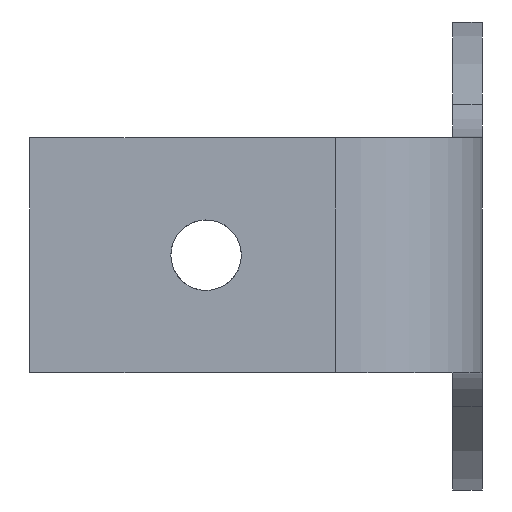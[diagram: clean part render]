
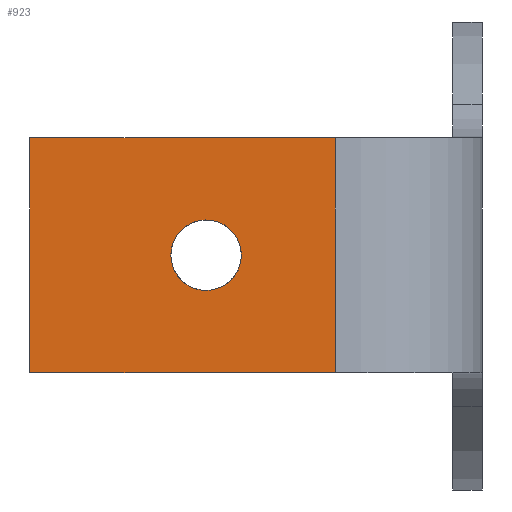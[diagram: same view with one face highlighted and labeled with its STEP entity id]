
A CAD part, front view. The second image highlights one B-rep face of the part: STEP entity #923.
In plain terms, the highlighted planar face has unit normal (0, -1, 0).
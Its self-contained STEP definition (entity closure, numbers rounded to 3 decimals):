
#885=AXIS2_PLACEMENT_3D('Plane Axis2P3D',#882,#883,#884) ;
#185=CARTESIAN_POINT('Vertex',(24.654,-83.735,215.5)) ;
#201=CARTESIAN_POINT('Vertex',(24.654,-83.735,195.5)) ;
#204=CARTESIAN_POINT('Line Origine',(24.654,-83.735,205.5)) ;
#232=CARTESIAN_POINT('Vertex',(50.654,-83.735,195.5)) ;
#235=CARTESIAN_POINT('Line Origine',(37.654,-83.735,195.5)) ;
#252=CARTESIAN_POINT('Line Origine',(37.654,-83.735,215.5)) ;
#256=CARTESIAN_POINT('Vertex',(50.654,-83.735,215.5)) ;
#343=CARTESIAN_POINT('Line Origine',(50.654,-83.735,205.5)) ;
#882=CARTESIAN_POINT('Axis2P3D Location',(50.654,-83.735,205.5)) ;
#894=CARTESIAN_POINT('Control Point',(42.654,-83.735,205.5)) ;
#895=CARTESIAN_POINT('Control Point',(42.654,-83.735,206.442)) ;
#896=CARTESIAN_POINT('Control Point',(42.284,-83.735,207.385)) ;
#897=CARTESIAN_POINT('Control Point',(41.539,-83.735,208.13)) ;
#898=CARTESIAN_POINT('Control Point',(39.654,-83.735,208.87)) ;
#899=CARTESIAN_POINT('Control Point',(37.769,-83.735,208.13)) ;
#900=CARTESIAN_POINT('Control Point',(37.024,-83.735,207.385)) ;
#901=CARTESIAN_POINT('Control Point',(36.654,-83.735,206.442)) ;
#902=CARTESIAN_POINT('Control Point',(36.654,-83.735,205.5)) ;
#903=CARTESIAN_POINT('Vertex',(42.654,-83.735,205.5)) ;
#905=CARTESIAN_POINT('Vertex',(36.654,-83.735,205.5)) ;
#909=CARTESIAN_POINT('Control Point',(36.654,-83.735,205.5)) ;
#910=CARTESIAN_POINT('Control Point',(36.654,-83.735,204.558)) ;
#911=CARTESIAN_POINT('Control Point',(37.024,-83.735,203.615)) ;
#912=CARTESIAN_POINT('Control Point',(37.769,-83.735,202.87)) ;
#913=CARTESIAN_POINT('Control Point',(39.654,-83.735,202.13)) ;
#914=CARTESIAN_POINT('Control Point',(41.539,-83.735,202.87)) ;
#915=CARTESIAN_POINT('Control Point',(42.284,-83.735,203.615)) ;
#916=CARTESIAN_POINT('Control Point',(42.654,-83.735,204.558)) ;
#917=CARTESIAN_POINT('Control Point',(42.654,-83.735,205.5)) ;
#205=DIRECTION('Vector Direction',(0.,0.,-1.)) ;
#236=DIRECTION('Vector Direction',(1.,0.,0.)) ;
#253=DIRECTION('Vector Direction',(1.,0.,0.)) ;
#344=DIRECTION('Vector Direction',(0.,0.,-1.)) ;
#883=DIRECTION('Axis2P3D Direction',(0.,-1.,0.)) ;
#884=DIRECTION('Axis2P3D XDirection',(-1.,0.,0.)) ;
#206=VECTOR('Line Direction',#205,1.) ;
#237=VECTOR('Line Direction',#236,1.) ;
#254=VECTOR('Line Direction',#253,1.) ;
#345=VECTOR('Line Direction',#344,1.) ;
#888=ORIENTED_EDGE('',*,*,#208,.T.) ;
#889=ORIENTED_EDGE('',*,*,#239,.T.) ;
#890=ORIENTED_EDGE('',*,*,#347,.F.) ;
#891=ORIENTED_EDGE('',*,*,#258,.F.) ;
#920=ORIENTED_EDGE('',*,*,#907,.F.) ;
#921=ORIENTED_EDGE('',*,*,#918,.F.) ;
#922=FACE_BOUND('',#919,.T.) ;
#923=ADVANCED_FACE('PartBody',(#892,#922),#886,.T.) ;
#893=B_SPLINE_CURVE_WITH_KNOTS('',5,(#894,#895,#896,#897,#898,#899,#900,#901,#902),.UNSPECIFIED.,.F.,.U.,(6,3,6),(9.425,14.137,18.85),.UNSPECIFIED.) ;
#908=B_SPLINE_CURVE_WITH_KNOTS('',5,(#909,#910,#911,#912,#913,#914,#915,#916,#917),.UNSPECIFIED.,.F.,.U.,(6,3,6),(18.85,23.562,28.274),.UNSPECIFIED.) ;
#208=EDGE_CURVE('',#186,#202,#207,.T.) ;
#239=EDGE_CURVE('',#202,#233,#238,.T.) ;
#258=EDGE_CURVE('',#186,#257,#255,.T.) ;
#347=EDGE_CURVE('',#257,#233,#346,.T.) ;
#907=EDGE_CURVE('',#904,#906,#893,.T.) ;
#918=EDGE_CURVE('',#906,#904,#908,.T.) ;
#887=EDGE_LOOP('',(#888,#889,#890,#891)) ;
#919=EDGE_LOOP('',(#920,#921)) ;
#892=FACE_OUTER_BOUND('',#887,.T.) ;
#207=LINE('Line',#204,#206) ;
#238=LINE('Line',#235,#237) ;
#255=LINE('Line',#252,#254) ;
#346=LINE('Line',#343,#345) ;
#886=PLANE('',#885) ;
#186=VERTEX_POINT('',#185) ;
#202=VERTEX_POINT('',#201) ;
#233=VERTEX_POINT('',#232) ;
#257=VERTEX_POINT('',#256) ;
#904=VERTEX_POINT('',#903) ;
#906=VERTEX_POINT('',#905) ;
